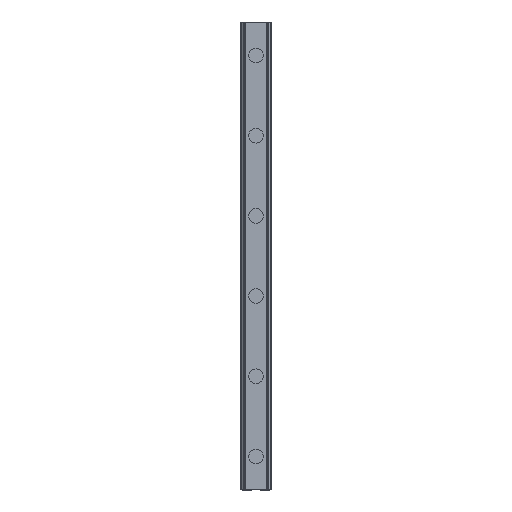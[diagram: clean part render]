
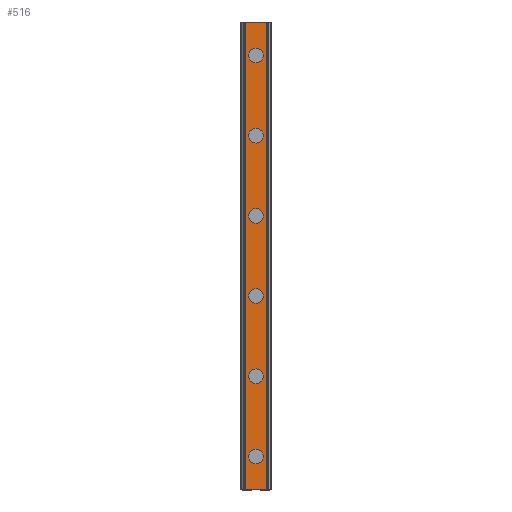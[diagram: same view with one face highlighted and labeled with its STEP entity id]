
A CAD part, top view. The second image highlights one B-rep face of the part: STEP entity #516.
In plain terms, the highlighted planar face has unit normal (0, 0, 1).
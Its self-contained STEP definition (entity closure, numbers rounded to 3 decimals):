
#516=ADVANCED_FACE('',(#1055,#1056,#1057,#1058,#1059,#1060,#1061),#1062,.T.);
#1055=FACE_BOUND('',#1610,.T.);
#1056=FACE_BOUND('',#1611,.T.);
#1057=FACE_BOUND('',#1612,.T.);
#1058=FACE_BOUND('',#1613,.T.);
#1059=FACE_BOUND('',#1614,.T.);
#1060=FACE_BOUND('',#1615,.T.);
#1061=FACE_OUTER_BOUND('',#1616,.T.);
#1062=PLANE('',#1617);
#1610=EDGE_LOOP('',(#3150,#3151));
#1611=EDGE_LOOP('',(#3152,#3153));
#1612=EDGE_LOOP('',(#3154,#3155));
#1613=EDGE_LOOP('',(#3156,#3157));
#1614=EDGE_LOOP('',(#3158,#3159));
#1615=EDGE_LOOP('',(#3160,#3161));
#1616=EDGE_LOOP('',(#3162,#3163,#3164,#3165));
#1617=AXIS2_PLACEMENT_3D('',#3166,#3167,#3168);
#3150=ORIENTED_EDGE('',*,*,#3421,.T.);
#3151=ORIENTED_EDGE('',*,*,#3813,.T.);
#3152=ORIENTED_EDGE('',*,*,#3407,.T.);
#3153=ORIENTED_EDGE('',*,*,#3843,.T.);
#3154=ORIENTED_EDGE('',*,*,#3393,.T.);
#3155=ORIENTED_EDGE('',*,*,#3858,.T.);
#3156=ORIENTED_EDGE('',*,*,#3379,.T.);
#3157=ORIENTED_EDGE('',*,*,#3873,.T.);
#3158=ORIENTED_EDGE('',*,*,#3365,.T.);
#3159=ORIENTED_EDGE('',*,*,#3888,.T.);
#3160=ORIENTED_EDGE('',*,*,#3351,.T.);
#3161=ORIENTED_EDGE('',*,*,#3903,.T.);
#3162=ORIENTED_EDGE('',*,*,#3792,.T.);
#3163=ORIENTED_EDGE('',*,*,#3956,.F.);
#3164=ORIENTED_EDGE('',*,*,#3666,.T.);
#3165=ORIENTED_EDGE('',*,*,#3954,.T.);
#3166=CARTESIAN_POINT('',(0.,350.0,18.));
#3167=DIRECTION('',(0.0,0.0,1.0));
#3168=DIRECTION('',(-1.0,0.0,0.0));
#3351=EDGE_CURVE('',#4016,#4013,#4017,.T.);
#3365=EDGE_CURVE('',#4042,#4039,#4043,.T.);
#3379=EDGE_CURVE('',#4068,#4065,#4069,.T.);
#3393=EDGE_CURVE('',#4094,#4091,#4095,.T.);
#3407=EDGE_CURVE('',#4120,#4117,#4121,.T.);
#3421=EDGE_CURVE('',#4146,#4143,#4147,.T.);
#3666=EDGE_CURVE('',#4515,#4513,#4516,.T.);
#3792=EDGE_CURVE('',#4722,#4720,#4723,.T.);
#3813=EDGE_CURVE('',#4143,#4146,#4762,.T.);
#3843=EDGE_CURVE('',#4117,#4120,#4801,.T.);
#3858=EDGE_CURVE('',#4091,#4094,#4819,.T.);
#3873=EDGE_CURVE('',#4065,#4068,#4837,.T.);
#3888=EDGE_CURVE('',#4039,#4042,#4855,.T.);
#3903=EDGE_CURVE('',#4013,#4016,#4873,.T.);
#3954=EDGE_CURVE('',#4513,#4722,#4927,.T.);
#3956=EDGE_CURVE('',#4515,#4720,#4929,.T.);
#4013=VERTEX_POINT('',#4988);
#4016=VERTEX_POINT('',#4992);
#4017=CIRCLE('',#4993,5.5);
#4039=VERTEX_POINT('',#5018);
#4042=VERTEX_POINT('',#5022);
#4043=CIRCLE('',#5023,5.5);
#4065=VERTEX_POINT('',#5048);
#4068=VERTEX_POINT('',#5052);
#4069=CIRCLE('',#5053,5.5);
#4091=VERTEX_POINT('',#5078);
#4094=VERTEX_POINT('',#5082);
#4095=CIRCLE('',#5083,5.5);
#4117=VERTEX_POINT('',#5108);
#4120=VERTEX_POINT('',#5112);
#4121=CIRCLE('',#5113,5.5);
#4143=VERTEX_POINT('',#5138);
#4146=VERTEX_POINT('',#5142);
#4147=CIRCLE('',#5143,5.5);
#4513=VERTEX_POINT('',#5647);
#4515=VERTEX_POINT('',#5649);
#4516=LINE('',#5650,#5651);
#4720=VERTEX_POINT('',#5936);
#4722=VERTEX_POINT('',#5938);
#4723=LINE('',#5939,#5940);
#4762=CIRCLE('',#5988,5.5);
#4801=CIRCLE('',#6038,5.5);
#4819=CIRCLE('',#6059,5.5);
#4837=CIRCLE('',#6080,5.5);
#4855=CIRCLE('',#6101,5.5);
#4873=CIRCLE('',#6122,5.5);
#4927=LINE('',#6197,#6198);
#4929=LINE('',#6200,#6201);
#4988=CARTESIAN_POINT('',(5.5,25.0,18.));
#4992=CARTESIAN_POINT('',(-5.5,25.0,18.));
#4993=AXIS2_PLACEMENT_3D('',#6279,#6280,#6281);
#5018=CARTESIAN_POINT('',(5.5,85.0,18.));
#5022=CARTESIAN_POINT('',(-5.5,85.0,18.));
#5023=AXIS2_PLACEMENT_3D('',#6307,#6308,#6309);
#5048=CARTESIAN_POINT('',(5.5,145.0,18.));
#5052=CARTESIAN_POINT('',(-5.5,145.0,18.));
#5053=AXIS2_PLACEMENT_3D('',#6335,#6336,#6337);
#5078=CARTESIAN_POINT('',(5.5,205.0,18.));
#5082=CARTESIAN_POINT('',(-5.5,205.0,18.));
#5083=AXIS2_PLACEMENT_3D('',#6363,#6364,#6365);
#5108=CARTESIAN_POINT('',(5.5,265.0,18.));
#5112=CARTESIAN_POINT('',(-5.5,265.0,18.));
#5113=AXIS2_PLACEMENT_3D('',#6391,#6392,#6393);
#5138=CARTESIAN_POINT('',(5.5,325.0,18.));
#5142=CARTESIAN_POINT('',(-5.5,325.0,18.));
#5143=AXIS2_PLACEMENT_3D('',#6419,#6420,#6421);
#5647=CARTESIAN_POINT('',(-7.959,350.0,18.));
#5649=CARTESIAN_POINT('',(7.959,350.0,18.));
#5650=CARTESIAN_POINT('',(7.959,350.0,18.));
#5651=VECTOR('',#6683,1.0);
#5936=CARTESIAN_POINT('',(7.959,0.0,18.));
#5938=CARTESIAN_POINT('',(-7.959,0.0,18.));
#5939=CARTESIAN_POINT('',(7.959,0.0,18.));
#5940=VECTOR('',#6825,1.0);
#5988=AXIS2_PLACEMENT_3D('',#6865,#6866,#6867);
#6038=AXIS2_PLACEMENT_3D('',#6912,#6913,#6914);
#6059=AXIS2_PLACEMENT_3D('',#6933,#6934,#6935);
#6080=AXIS2_PLACEMENT_3D('',#6954,#6955,#6956);
#6101=AXIS2_PLACEMENT_3D('',#6975,#6976,#6977);
#6122=AXIS2_PLACEMENT_3D('',#6996,#6997,#6998);
#6197=CARTESIAN_POINT('',(-7.959,350.0,18.));
#6198=VECTOR('',#7035,1.0);
#6200=CARTESIAN_POINT('',(7.959,350.0,18.));
#6201=VECTOR('',#7036,1.0);
#6279=CARTESIAN_POINT('',(0.0,25.0,18.));
#6280=DIRECTION('',(0.0,0.0,-1.0));
#6281=DIRECTION('',(1.0,0.0,0.0));
#6307=CARTESIAN_POINT('',(0.0,85.0,18.));
#6308=DIRECTION('',(0.0,0.0,-1.0));
#6309=DIRECTION('',(1.0,0.0,0.0));
#6335=CARTESIAN_POINT('',(0.0,145.0,18.));
#6336=DIRECTION('',(0.0,0.0,-1.0));
#6337=DIRECTION('',(1.0,0.0,0.0));
#6363=CARTESIAN_POINT('',(0.0,205.0,18.));
#6364=DIRECTION('',(0.0,0.0,-1.0));
#6365=DIRECTION('',(1.0,0.0,0.0));
#6391=CARTESIAN_POINT('',(0.0,265.0,18.));
#6392=DIRECTION('',(0.0,0.0,-1.0));
#6393=DIRECTION('',(1.0,0.0,0.0));
#6419=CARTESIAN_POINT('',(0.0,325.0,18.));
#6420=DIRECTION('',(0.0,0.0,-1.0));
#6421=DIRECTION('',(1.0,0.0,0.0));
#6683=DIRECTION('',(-1.0,0.0,0.0));
#6825=DIRECTION('',(1.0,0.0,0.0));
#6865=CARTESIAN_POINT('',(0.0,325.0,18.));
#6866=DIRECTION('',(0.0,0.0,-1.0));
#6867=DIRECTION('',(1.0,0.0,0.0));
#6912=CARTESIAN_POINT('',(0.0,265.0,18.));
#6913=DIRECTION('',(0.0,0.0,-1.0));
#6914=DIRECTION('',(1.0,0.0,0.0));
#6933=CARTESIAN_POINT('',(0.0,205.0,18.));
#6934=DIRECTION('',(0.0,0.0,-1.0));
#6935=DIRECTION('',(1.0,0.0,0.0));
#6954=CARTESIAN_POINT('',(0.0,145.0,18.));
#6955=DIRECTION('',(0.0,0.0,-1.0));
#6956=DIRECTION('',(1.0,0.0,0.0));
#6975=CARTESIAN_POINT('',(0.0,85.0,18.));
#6976=DIRECTION('',(0.0,0.0,-1.0));
#6977=DIRECTION('',(1.0,0.0,0.0));
#6996=CARTESIAN_POINT('',(0.0,25.0,18.));
#6997=DIRECTION('',(0.0,0.0,-1.0));
#6998=DIRECTION('',(1.0,0.0,0.0));
#7035=DIRECTION('',(0.0,-1.0,0.0));
#7036=DIRECTION('',(0.0,-1.0,0.0));
